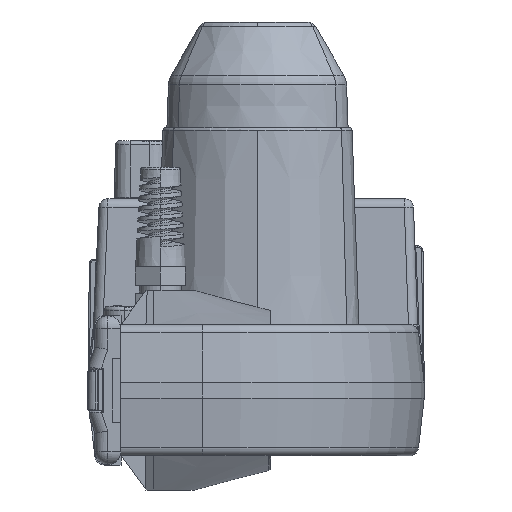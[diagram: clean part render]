
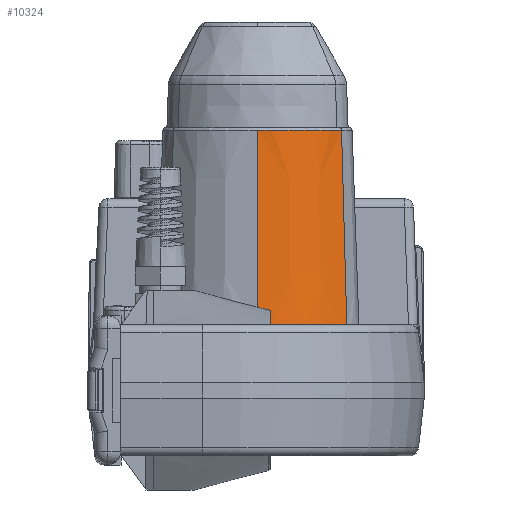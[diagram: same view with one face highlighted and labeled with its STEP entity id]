
A CAD part, left-side view. The second image highlights one B-rep face of the part: STEP entity #10324.
In plain terms, the highlighted conical face has half-angle 2 degrees and reference radius 41.5 mm.
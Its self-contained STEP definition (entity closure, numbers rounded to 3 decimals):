
#10324 = ADVANCED_FACE ( 'NONE', ( #20384 ), #20367, .T. ) ;
#10327 = EDGE_LOOP ( 'NONE', ( #10329, #10334, #10342, #10345 ) ) ;
#10329 = ORIENTED_EDGE ( 'NONE', *, *, #10330, .T. ) ;
#10330 = EDGE_CURVE ( 'NONE', #10331, #10332, #20369, .T. ) ;
#10331 = VERTEX_POINT ( 'NONE', #19427 ) ;
#10332 = VERTEX_POINT ( 'NONE', #19425 ) ;
#10334 = ORIENTED_EDGE ( 'NONE', *, *, #10338, .T. ) ;
#10338 = EDGE_CURVE ( 'NONE', #10332, #10340, #20358, .T. ) ;
#10340 = VERTEX_POINT ( 'NONE', #20479 ) ;
#10342 = ORIENTED_EDGE ( 'NONE', *, *, #10343, .T. ) ;
#10343 = EDGE_CURVE ( 'NONE', #10340, #10344, #20474, .T. ) ;
#10344 = VERTEX_POINT ( 'NONE', #20468 ) ;
#10345 = ORIENTED_EDGE ( 'NONE', *, *, #10347, .T. ) ;
#10347 = EDGE_CURVE ( 'NONE', #10344, #10331, #20463, .T. ) ;
#19425 = CARTESIAN_POINT ( 'NONE',  ( -120.034, -39.5, 99.035 ) ) ;
#19427 = CARTESIAN_POINT ( 'NONE',  ( -104.958, -71.516, 99.035 ) ) ;
#20351 = DIRECTION ( 'NONE',  ( -1., 0., 0. ) ) ;
#20352 = DIRECTION ( 'NONE',  ( 0., 0., -1. ) ) ;
#20354 = CARTESIAN_POINT ( 'NONE',  ( -78.5, -39.5, 99.035 ) ) ;
#20355 = AXIS2_PLACEMENT_3D ( 'NONE', #20354, #20352, #20351 ) ;
#20357 = CARTESIAN_POINT ( 'NONE',  ( -120., -39.5, 100. ) ) ;
#20358 = LINE ( 'NONE', #20357, #20484 ) ;
#20362 = DIRECTION ( 'NONE',  ( -1., 0., 0. ) ) ;
#20364 = DIRECTION ( 'NONE',  ( 0., 0., -1. ) ) ;
#20365 = AXIS2_PLACEMENT_3D ( 'NONE', #20373, #20364, #20362 ) ;
#20367 = CONICAL_SURFACE ( 'NONE', #20365, 41.5, 0.035 ) ;
#20369 = CIRCLE ( 'NONE', #20355, 41.534 ) ;
#20373 = CARTESIAN_POINT ( 'NONE',  ( -78.5, -39.5, 100. ) ) ;
#20384 = FACE_OUTER_BOUND ( 'NONE', #10327, .T. ) ;
#20458 = DIRECTION ( 'NONE',  ( 0.022, 0.027, 0.999 ) ) ;
#20459 = VECTOR ( 'NONE', #20458, 1000. ) ;
#20461 = CARTESIAN_POINT ( 'NONE',  ( -104.937, -71.49, 100. ) ) ;
#20463 = LINE ( 'NONE', #20461, #20459 ) ;
#20468 = CARTESIAN_POINT ( 'NONE',  ( -106.605, -73.508, 25. ) ) ;
#20469 = DIRECTION ( 'NONE',  ( 1., 0., 0. ) ) ;
#20471 = DIRECTION ( 'NONE',  ( 0., 0., 1. ) ) ;
#20472 = CARTESIAN_POINT ( 'NONE',  ( -78.5, -39.5, 25. ) ) ;
#20473 = AXIS2_PLACEMENT_3D ( 'NONE', #20472, #20471, #20469 ) ;
#20474 = CIRCLE ( 'NONE', #20473, 44.119 ) ;
#20479 = CARTESIAN_POINT ( 'NONE',  ( -122.619, -39.5, 25. ) ) ;
#20482 = DIRECTION ( 'NONE',  ( -0.035, 0., -0.999 ) ) ;
#20484 = VECTOR ( 'NONE', #20482, 1000. ) ;
